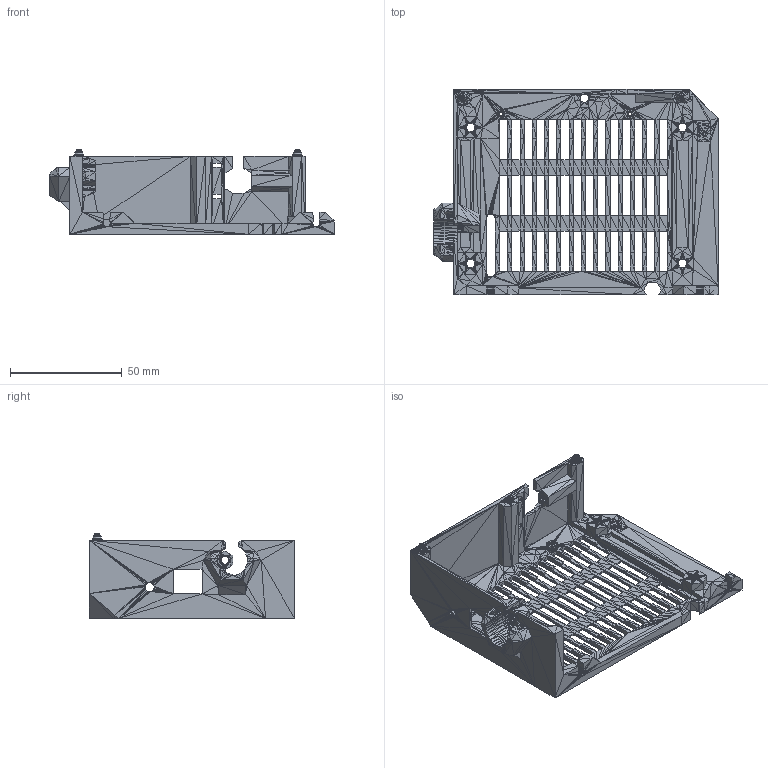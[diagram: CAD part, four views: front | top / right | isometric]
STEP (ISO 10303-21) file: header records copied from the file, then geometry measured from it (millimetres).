
FILE_DESCRIPTION (( 'STEP AP203' ), '1' );
FILE_NAME ('Einsy-base.STEP', '2017-12-07T17:54:29', ( '' ), ( '' ), 'SwSTEP 2.0', 'SolidWorks 2014', '' );
FILE_SCHEMA (( 'CONFIG_CONTROL_DESIGN' ));
Products named in the file (1): Einsy-base
Bounding box: 127.5 x 92 x 38 mm (x, y, z)
Volume: 35115.3 mm3; surface area: 37410.1 mm2
Topology: 1 solids, 1 shells, 6343 faces, 9513 edges, 3060 vertices
Faces by surface type: plane 6343
Entity records: 123538 total; most frequent: DIRECTION 22199, ORIENTED_EDGE 19026, CARTESIAN_POINT 18919, EDGE_CURVE 9513, VECTOR 9511, LINE 9511, AXIS2_PLACEMENT_3D 6344, ADVANCED_FACE 6343
